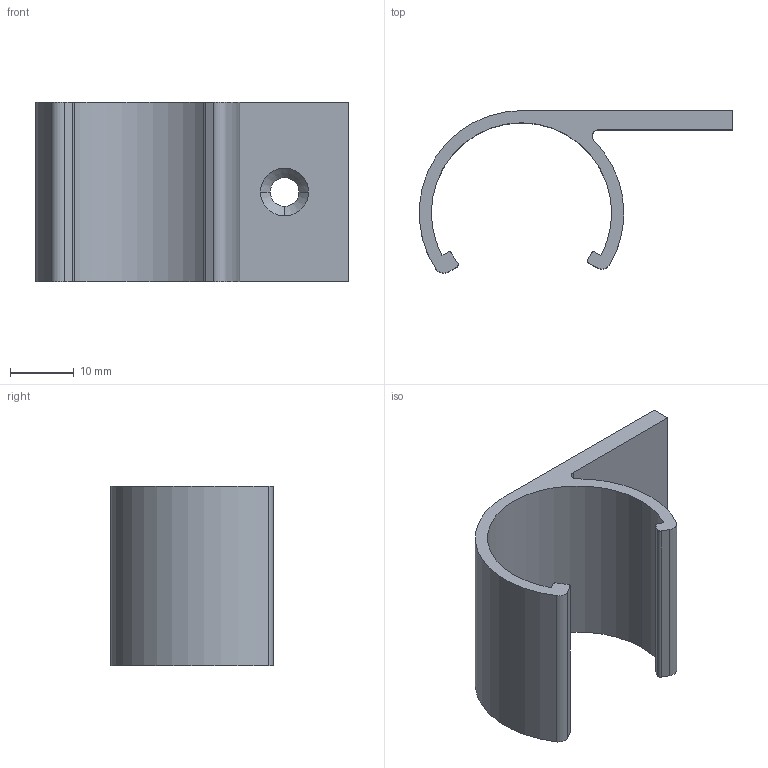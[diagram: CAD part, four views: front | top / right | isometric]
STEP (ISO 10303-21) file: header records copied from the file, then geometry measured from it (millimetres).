
FILE_DESCRIPTION (( 'STEP AP214' ), '1' );
FILE_NAME ('B366 Àäàïòåð äëÿ êðåïëåíèÿ ïàíåëåé è ýëåìåíòîâ ê òðóáíîìó ïðîôèëþ Ô2.STEP', '2023-11-21T09:47:56', ( '' ), ( '' ), 'SwSTEP 2.0', 'SolidWorks 2022', '' );
FILE_SCHEMA (( 'AUTOMOTIVE_DESIGN' ));
Length unit declared in the file: millimetre
Products named in the file (1): B366 Адаптер для крепления панелей и элементов к трубному профилю Ф2
Bounding box: 48.95 x 25.41 x 28 mm (x, y, z)
Volume: 5930.4 mm3; surface area: 5697 mm2
Topology: 1 solids, 1 shells, 29 faces, 79 edges, 52 vertices
Faces by surface type: cylinder 17, plane 9, cone 3
Entity records: 1292 total; most frequent: DIRECTION 177, CARTESIAN_POINT 161, ORIENTED_EDGE 158, EDGE_CURVE 79, AXIS2_PLACEMENT_3D 68, VERTEX_POINT 52, LINE 41, VECTOR 41
